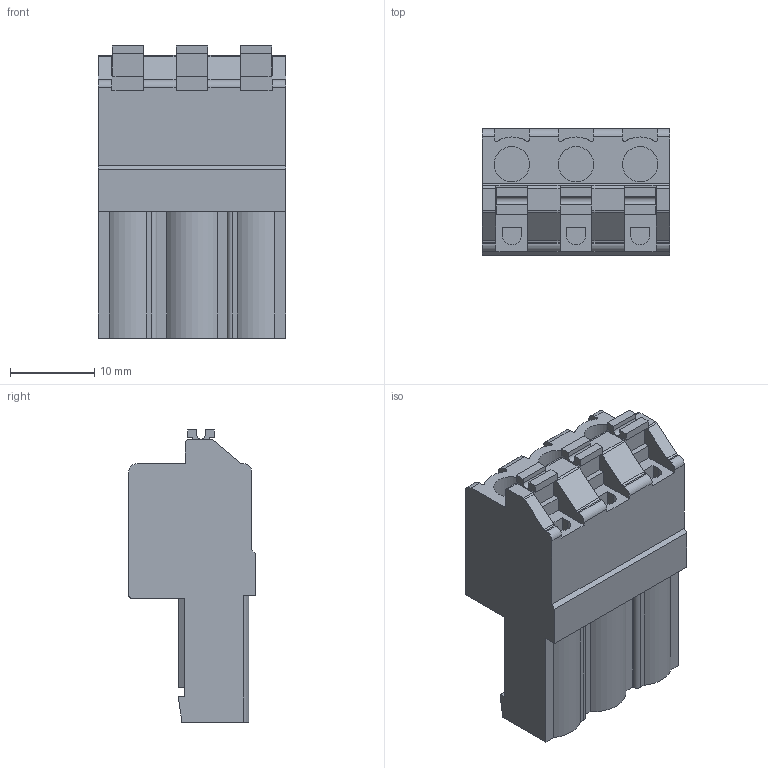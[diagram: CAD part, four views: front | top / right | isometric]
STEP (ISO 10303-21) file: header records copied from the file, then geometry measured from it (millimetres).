
FILE_DESCRIPTION(('CATIA V5 STEP Exchange','CAx-IF Rec.Pracs.--- Model Styling and Organization---1.2---2011-12-15'),'2;1');
FILE_NAME ('D1447601_0_1043600000_1043600000.stp','2018-11-20T05:05:40+00:00',('none'),('Weidmueller'),'CATIA Version 5-6 Release 2014','CATIA V5 STEP AP214','none');
FILE_SCHEMA(('AUTOMOTIVE_DESIGN { 1 0 10303 214 1 1 1 1 }'));
Length unit declared in the file: millimetre
Products named in the file (1): 1043600000
Bounding box: 22.24 x 15.05 x 34.73 mm (x, y, z)
Volume: 6078.2 mm3; surface area: 4960.2 mm2
Topology: 7 solids, 7 shells, 334 faces, 928 edges, 617 vertices
Faces by surface type: plane 271, cylinder 63
Entity records: 9830 total; most frequent: ORIENTED_EDGE 1856, CARTESIAN_POINT 1747, DIRECTION 1330, EDGE_CURVE 928, VECTOR 799, LINE 799, VERTEX_POINT 617, EDGE_LOOP 349
